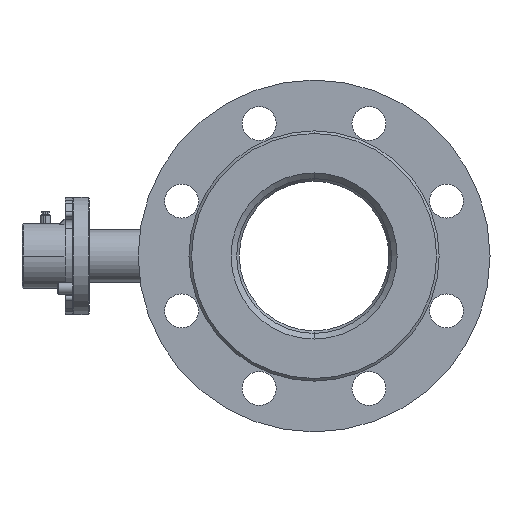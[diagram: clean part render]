
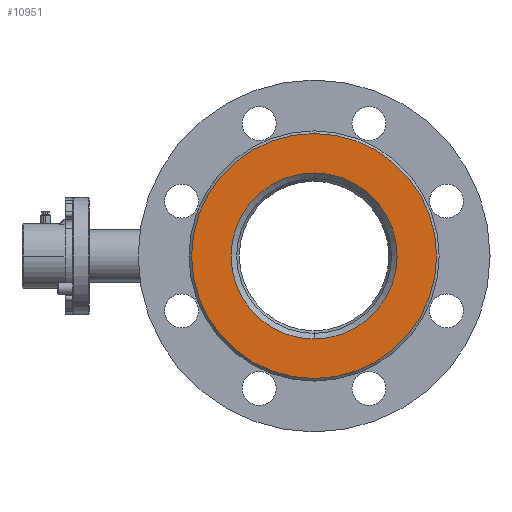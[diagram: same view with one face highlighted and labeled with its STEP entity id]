
A CAD part, left-side view. The second image highlights one B-rep face of the part: STEP entity #10951.
In plain terms, the highlighted planar face has unit normal (-1, 0, 0).
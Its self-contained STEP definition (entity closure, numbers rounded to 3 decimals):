
#613 = CIRCLE ( 'NONE', #3805, 94. ) ;
#1142 = FACE_BOUND ( 'NONE', #6777, .T. ) ;
#1410 = AXIS2_PLACEMENT_3D ( 'NONE', #9623, #2858, #6235 ) ;
#1441 = EDGE_LOOP ( 'NONE', ( #12803, #6568 ) ) ;
#1712 = EDGE_CURVE ( 'NONE', #11818, #12256, #11422, .T. ) ;
#2187 = CARTESIAN_POINT ( 'NONE',  ( -162.5, 0., -63.7 ) ) ;
#2858 = DIRECTION ( 'NONE',  ( -1., 0., 0. ) ) ;
#2955 = CARTESIAN_POINT ( 'NONE',  ( -162.5, 0., 0. ) ) ;
#3263 = CARTESIAN_POINT ( 'NONE',  ( -162.5, 0., 0. ) ) ;
#3461 = PLANE ( 'NONE',  #7957 ) ;
#3592 = AXIS2_PLACEMENT_3D ( 'NONE', #2955, #12186, #7642 ) ;
#3805 = AXIS2_PLACEMENT_3D ( 'NONE', #11093, #4104, #6629 ) ;
#4104 = DIRECTION ( 'NONE',  ( -1., 0., 0. ) ) ;
#4106 = DIRECTION ( 'NONE',  ( 0., 0., 1. ) ) ;
#4132 = ORIENTED_EDGE ( 'NONE', *, *, #1712, .F. ) ;
#4216 = CARTESIAN_POINT ( 'NONE',  ( -162.5, 0., 94. ) ) ;
#5479 = DIRECTION ( 'NONE',  ( -1., 0., 0. ) ) ;
#5669 = DIRECTION ( 'NONE',  ( 0., 0., -1. ) ) ;
#5826 = FACE_OUTER_BOUND ( 'NONE', #1441, .T. ) ;
#6235 = DIRECTION ( 'NONE',  ( 0., 0., 1. ) ) ;
#6568 = ORIENTED_EDGE ( 'NONE', *, *, #12691, .T. ) ;
#6629 = DIRECTION ( 'NONE',  ( 0., 0., 1. ) ) ;
#6777 = EDGE_LOOP ( 'NONE', ( #8462, #4132 ) ) ;
#7642 = DIRECTION ( 'NONE',  ( 0., 0., 1. ) ) ;
#7957 = AXIS2_PLACEMENT_3D ( 'NONE', #14071, #12836, #5669 ) ;
#8447 = CARTESIAN_POINT ( 'NONE',  ( -162.5, 0., 63.7 ) ) ;
#8462 = ORIENTED_EDGE ( 'NONE', *, *, #13915, .F. ) ;
#8492 = CIRCLE ( 'NONE', #9490, 94. ) ;
#9490 = AXIS2_PLACEMENT_3D ( 'NONE', #3263, #5479, #4106 ) ;
#9623 = CARTESIAN_POINT ( 'NONE',  ( -162.5, 0., 0. ) ) ;
#10951 = ADVANCED_FACE ( 'NONE', ( #1142, #5826 ), #3461, .F. ) ;
#11093 = CARTESIAN_POINT ( 'NONE',  ( -162.5, 0., 0. ) ) ;
#11422 = CIRCLE ( 'NONE', #3592, 63.7 ) ;
#11465 = CIRCLE ( 'NONE', #1410, 63.7 ) ;
#11631 = EDGE_CURVE ( 'NONE', #14330, #14461, #613, .T. ) ;
#11818 = VERTEX_POINT ( 'NONE', #2187 ) ;
#12186 = DIRECTION ( 'NONE',  ( -1., 0., 0. ) ) ;
#12256 = VERTEX_POINT ( 'NONE', #8447 ) ;
#12691 = EDGE_CURVE ( 'NONE', #14461, #14330, #8492, .T. ) ;
#12803 = ORIENTED_EDGE ( 'NONE', *, *, #11631, .T. ) ;
#12836 = DIRECTION ( 'NONE',  ( 1., 0., 0. ) ) ;
#13241 = CARTESIAN_POINT ( 'NONE',  ( -162.5, 0., -94. ) ) ;
#13915 = EDGE_CURVE ( 'NONE', #12256, #11818, #11465, .T. ) ;
#14071 = CARTESIAN_POINT ( 'NONE',  ( -162.5, 63.7, 0. ) ) ;
#14330 = VERTEX_POINT ( 'NONE', #13241 ) ;
#14461 = VERTEX_POINT ( 'NONE', #4216 ) ;
